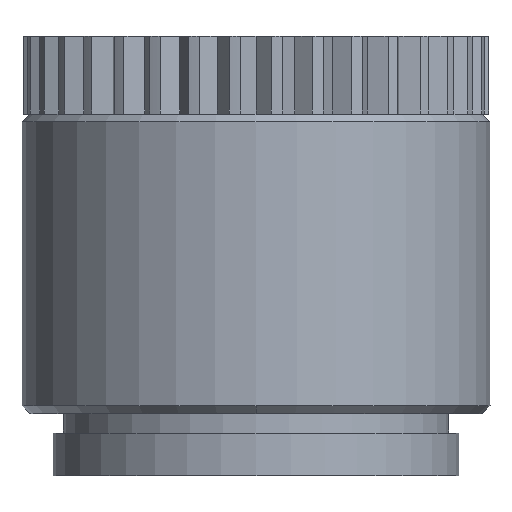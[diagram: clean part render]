
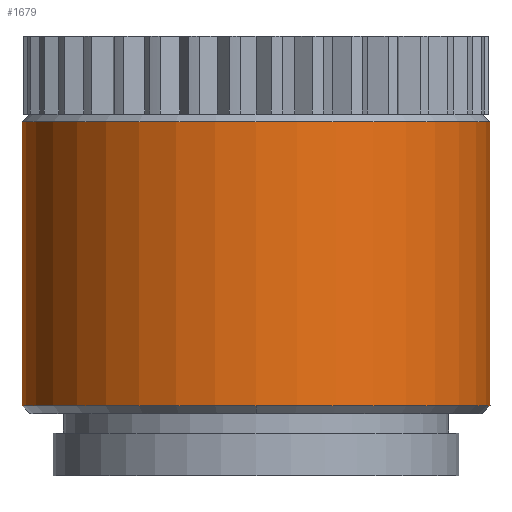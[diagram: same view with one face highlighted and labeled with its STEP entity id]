
A CAD part, front view. The second image highlights one B-rep face of the part: STEP entity #1679.
In plain terms, the highlighted cylindrical face has radius 15 mm (diameter 30 mm), a partial arc.
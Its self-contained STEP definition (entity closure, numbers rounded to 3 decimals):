
#65 = DIRECTION ( 'NONE',  ( 1., 0., 0. ) ) ;
#88 = EDGE_CURVE ( 'NONE', #3401, #4210, #2341, .T. ) ;
#433 = ORIENTED_EDGE ( 'NONE', *, *, #1830, .T. ) ;
#495 = AXIS2_PLACEMENT_3D ( 'NONE', #3449, #4633, #1014 ) ;
#543 = EDGE_CURVE ( 'NONE', #4239, #1020, #3416, .T. ) ;
#692 = DIRECTION ( 'NONE',  ( 0., 0., 1. ) ) ;
#721 = ORIENTED_EDGE ( 'NONE', *, *, #88, .T. ) ;
#852 = CARTESIAN_POINT ( 'NONE',  ( 164.712, 227.233, -11.944 ) ) ;
#927 = CIRCLE ( 'NONE', #495, 15. ) ;
#979 = CARTESIAN_POINT ( 'NONE',  ( 194.712, 227.233, -11.944 ) ) ;
#1014 = DIRECTION ( 'NONE',  ( 1., 0., 0. ) ) ;
#1020 = VERTEX_POINT ( 'NONE', #1994 ) ;
#1215 = CARTESIAN_POINT ( 'NONE',  ( 164.712, 227.233, -7.444 ) ) ;
#1264 = CARTESIAN_POINT ( 'NONE',  ( 179.712, 227.233, -7.444 ) ) ;
#1306 = ORIENTED_EDGE ( 'NONE', *, *, #5198, .F. ) ;
#1517 = ORIENTED_EDGE ( 'NONE', *, *, #2942, .T. ) ;
#1532 = AXIS2_PLACEMENT_3D ( 'NONE', #4269, #2662, #4669 ) ;
#1679 = ADVANCED_FACE ( 'NONE', ( #4424 ), #3047, .T. ) ;
#1767 = CARTESIAN_POINT ( 'NONE',  ( 179.712, 212.233, -7.444 ) ) ;
#1830 = EDGE_CURVE ( 'NONE', #4210, #4239, #4552, .T. ) ;
#1994 = CARTESIAN_POINT ( 'NONE',  ( 194.712, 227.233, 10.756 ) ) ;
#2130 = DIRECTION ( 'NONE',  ( 0., 0., 1. ) ) ;
#2295 = CARTESIAN_POINT ( 'NONE',  ( 194.712, 227.233, -7.444 ) ) ;
#2341 = CIRCLE ( 'NONE', #5112, 15. ) ;
#2430 = DIRECTION ( 'NONE',  ( 0., 0., 1. ) ) ;
#2465 = CARTESIAN_POINT ( 'NONE',  ( 164.712, 227.233, 10.756 ) ) ;
#2662 = DIRECTION ( 'NONE',  ( 0., 0., 1. ) ) ;
#2942 = EDGE_CURVE ( 'NONE', #1020, #5040, #927, .T. ) ;
#3047 = CYLINDRICAL_SURFACE ( 'NONE', #1532, 15. ) ;
#3082 = LINE ( 'NONE', #852, #3781 ) ;
#3142 = CARTESIAN_POINT ( 'NONE',  ( 179.712, 227.233, -7.444 ) ) ;
#3267 = EDGE_LOOP ( 'NONE', ( #1306, #721, #433, #3630, #1517 ) ) ;
#3401 = VERTEX_POINT ( 'NONE', #1215 ) ;
#3416 = LINE ( 'NONE', #979, #3664 ) ;
#3449 = CARTESIAN_POINT ( 'NONE',  ( 179.712, 227.233, 10.756 ) ) ;
#3630 = ORIENTED_EDGE ( 'NONE', *, *, #543, .T. ) ;
#3639 = DIRECTION ( 'NONE',  ( 0., 0., 1. ) ) ;
#3664 = VECTOR ( 'NONE', #2130, 1000. ) ;
#3781 = VECTOR ( 'NONE', #2430, 1000. ) ;
#3998 = AXIS2_PLACEMENT_3D ( 'NONE', #3142, #692, #4789 ) ;
#4210 = VERTEX_POINT ( 'NONE', #1767 ) ;
#4239 = VERTEX_POINT ( 'NONE', #2295 ) ;
#4269 = CARTESIAN_POINT ( 'NONE',  ( 179.712, 227.233, -11.944 ) ) ;
#4424 = FACE_OUTER_BOUND ( 'NONE', #3267, .T. ) ;
#4552 = CIRCLE ( 'NONE', #3998, 15. ) ;
#4633 = DIRECTION ( 'NONE',  ( 0., 0., -1. ) ) ;
#4669 = DIRECTION ( 'NONE',  ( 1., 0., 0. ) ) ;
#4789 = DIRECTION ( 'NONE',  ( 1., 0., 0. ) ) ;
#5040 = VERTEX_POINT ( 'NONE', #2465 ) ;
#5112 = AXIS2_PLACEMENT_3D ( 'NONE', #1264, #3639, #65 ) ;
#5198 = EDGE_CURVE ( 'NONE', #3401, #5040, #3082, .T. ) ;
